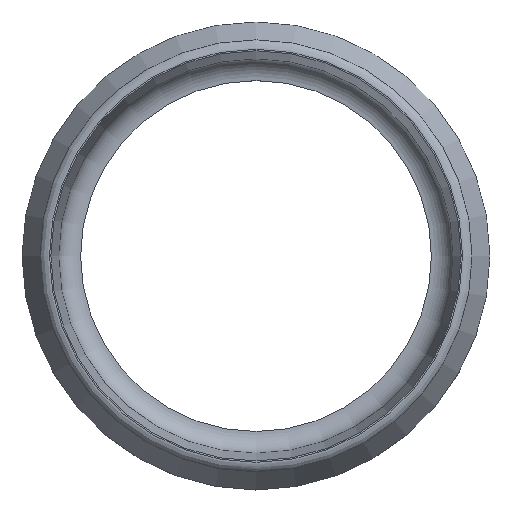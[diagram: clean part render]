
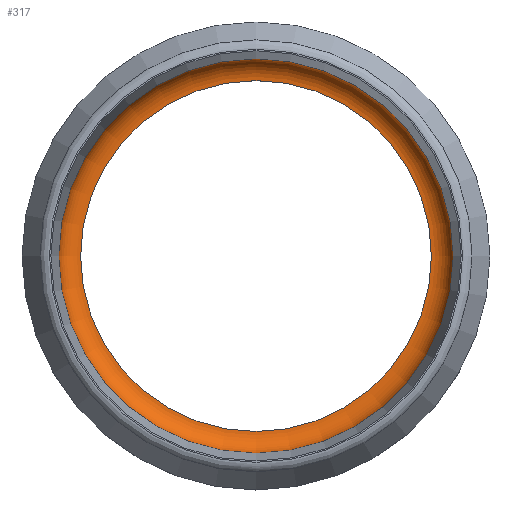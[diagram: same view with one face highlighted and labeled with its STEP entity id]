
A CAD part, top view. The second image highlights one B-rep face of the part: STEP entity #317.
In plain terms, the highlighted toroidal (fillet/blend) face has major radius 240 mm and minor radius 30 mm.
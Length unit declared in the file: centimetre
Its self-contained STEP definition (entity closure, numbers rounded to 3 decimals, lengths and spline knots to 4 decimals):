
#61=FACE_OUTER_BOUND('',#83,.T.);
#83=EDGE_LOOP('',(#217,#218,#219,#220,#221,#222));
#108=CIRCLE('',#342,24.);
#109=CIRCLE('',#343,24.);
#110=CIRCLE('',#344,3.);
#111=CIRCLE('',#345,27.);
#112=CIRCLE('',#346,27.);
#142=VERTEX_POINT('',#526);
#143=VERTEX_POINT('',#527);
#144=VERTEX_POINT('',#530);
#145=VERTEX_POINT('',#532);
#170=EDGE_CURVE('',#142,#143,#108,.T.);
#171=EDGE_CURVE('',#143,#142,#109,.T.);
#172=EDGE_CURVE('',#142,#144,#110,.T.);
#173=EDGE_CURVE('',#145,#144,#111,.T.);
#174=EDGE_CURVE('',#144,#145,#112,.T.);
#217=ORIENTED_EDGE('',*,*,#170,.T.);
#218=ORIENTED_EDGE('',*,*,#171,.T.);
#219=ORIENTED_EDGE('',*,*,#172,.T.);
#220=ORIENTED_EDGE('',*,*,#173,.F.);
#221=ORIENTED_EDGE('',*,*,#174,.F.);
#222=ORIENTED_EDGE('',*,*,#172,.F.);
#311=TOROIDAL_SURFACE('',#341,24.,3.);
#317=ADVANCED_FACE('',(#61),#311,.F.);
#341=AXIS2_PLACEMENT_3D('',#525,#399,#400);
#342=AXIS2_PLACEMENT_3D('',#528,#401,#402);
#343=AXIS2_PLACEMENT_3D('',#529,#403,#404);
#344=AXIS2_PLACEMENT_3D('',#531,#405,#406);
#345=AXIS2_PLACEMENT_3D('',#533,#407,#408);
#346=AXIS2_PLACEMENT_3D('',#534,#409,#410);
#399=DIRECTION('center_axis',(0.,0.,-1.));
#400=DIRECTION('ref_axis',(0.,1.,0.));
#401=DIRECTION('center_axis',(0.,0.,-1.));
#402=DIRECTION('ref_axis',(1.,0.,0.));
#403=DIRECTION('center_axis',(0.,0.,-1.));
#404=DIRECTION('ref_axis',(1.,0.,0.));
#405=DIRECTION('center_axis',(-1.,0.,0.));
#406=DIRECTION('ref_axis',(0.,-1.,0.));
#407=DIRECTION('center_axis',(0.,0.,-1.));
#408=DIRECTION('ref_axis',(1.,0.,0.));
#409=DIRECTION('center_axis',(0.,0.,-1.));
#410=DIRECTION('ref_axis',(1.,0.,0.));
#525=CARTESIAN_POINT('Origin',(0.,0.,0.));
#526=CARTESIAN_POINT('',(0.,-24.,-3.));
#527=CARTESIAN_POINT('',(24.,0.,-3.));
#528=CARTESIAN_POINT('Origin',(0.,0.,-3.));
#529=CARTESIAN_POINT('Origin',(0.,0.,-3.));
#530=CARTESIAN_POINT('',(0.,-27.,0.));
#531=CARTESIAN_POINT('Origin',(0.,-24.,0.));
#532=CARTESIAN_POINT('',(27.,0.,0.));
#533=CARTESIAN_POINT('Origin',(0.,0.,0.));
#534=CARTESIAN_POINT('Origin',(0.,0.,0.));
